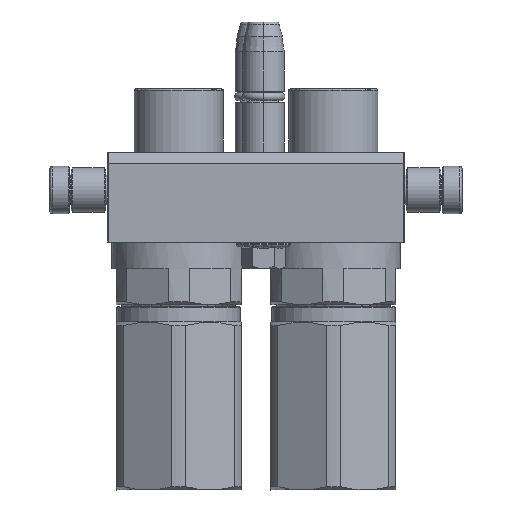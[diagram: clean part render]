
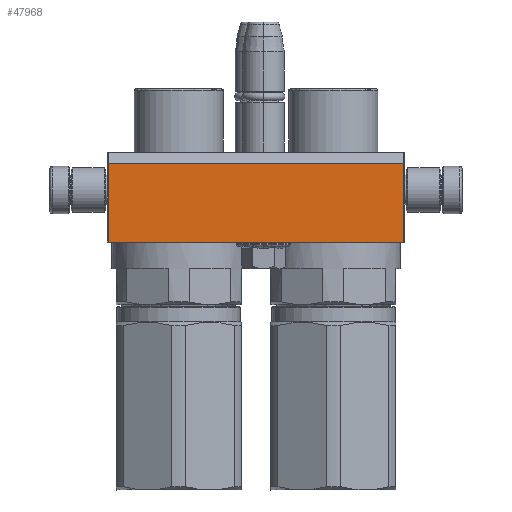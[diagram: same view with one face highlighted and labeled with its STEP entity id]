
A CAD part, left-side view. The second image highlights one B-rep face of the part: STEP entity #47968.
In plain terms, the highlighted face is planar.
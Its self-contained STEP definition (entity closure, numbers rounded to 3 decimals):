
#296 = VECTOR ( 'NONE', #44770, 1000. ) ;
#537 = VERTEX_POINT ( 'NONE', #73953 ) ;
#1398 = DIRECTION ( 'NONE',  ( 0., 1., 0. ) ) ;
#6111 = PLANE ( 'NONE',  #74973 ) ;
#7023 = EDGE_LOOP ( 'NONE', ( #78326, #52717, #35480, #68147 ) ) ;
#8703 = VERTEX_POINT ( 'NONE', #31889 ) ;
#16500 = VERTEX_POINT ( 'NONE', #28591 ) ;
#16917 = CARTESIAN_POINT ( 'NONE',  ( -49.5, -15., 56. ) ) ;
#21503 = LINE ( 'NONE', #70658, #296 ) ;
#26763 = VECTOR ( 'NONE', #1398, 1000. ) ;
#28591 = CARTESIAN_POINT ( 'NONE',  ( -49.5, -15., 56. ) ) ;
#29614 = VECTOR ( 'NONE', #81041, 1000. ) ;
#30398 = CARTESIAN_POINT ( 'NONE',  ( -49.5, 11.536, 56. ) ) ;
#31889 = CARTESIAN_POINT ( 'NONE',  ( 49.5, 11.536, 56. ) ) ;
#33429 = EDGE_CURVE ( 'NONE', #64421, #8703, #74185, .T. ) ;
#35480 = ORIENTED_EDGE ( 'NONE', *, *, #33429, .F. ) ;
#37231 = EDGE_CURVE ( 'NONE', #16500, #64421, #63797, .T. ) ;
#37829 = DIRECTION ( 'NONE',  ( 0., 0., 1. ) ) ;
#37918 = FACE_OUTER_BOUND ( 'NONE', #7023, .T. ) ;
#44770 = DIRECTION ( 'NONE',  ( 1., 0., 0. ) ) ;
#46805 = LINE ( 'NONE', #52605, #26763 ) ;
#47968 = ADVANCED_FACE ( 'NONE', ( #37918 ), #6111, .T. ) ;
#47984 = VECTOR ( 'NONE', #81841, 1000. ) ;
#52605 = CARTESIAN_POINT ( 'NONE',  ( 49.5, -15., 56. ) ) ;
#52717 = ORIENTED_EDGE ( 'NONE', *, *, #77079, .T. ) ;
#63153 = CARTESIAN_POINT ( 'NONE',  ( -50., -15., 56. ) ) ;
#63797 = LINE ( 'NONE', #16917, #29614 ) ;
#64421 = VERTEX_POINT ( 'NONE', #73367 ) ;
#68147 = ORIENTED_EDGE ( 'NONE', *, *, #37231, .F. ) ;
#70658 = CARTESIAN_POINT ( 'NONE',  ( -49.5, -15., 56. ) ) ;
#73367 = CARTESIAN_POINT ( 'NONE',  ( -49.5, 11.536, 56. ) ) ;
#73953 = CARTESIAN_POINT ( 'NONE',  ( 49.5, -15., 56. ) ) ;
#74185 = LINE ( 'NONE', #30398, #47984 ) ;
#74973 = AXIS2_PLACEMENT_3D ( 'NONE', #63153, #37829, #77242 ) ;
#77079 = EDGE_CURVE ( 'NONE', #537, #8703, #46805, .T. ) ;
#77242 = DIRECTION ( 'NONE',  ( 1., 0., 0. ) ) ;
#78326 = ORIENTED_EDGE ( 'NONE', *, *, #81861, .T. ) ;
#81041 = DIRECTION ( 'NONE',  ( 0., 1., 0. ) ) ;
#81841 = DIRECTION ( 'NONE',  ( 1., 0., 0. ) ) ;
#81861 = EDGE_CURVE ( 'NONE', #16500, #537, #21503, .T. ) ;
